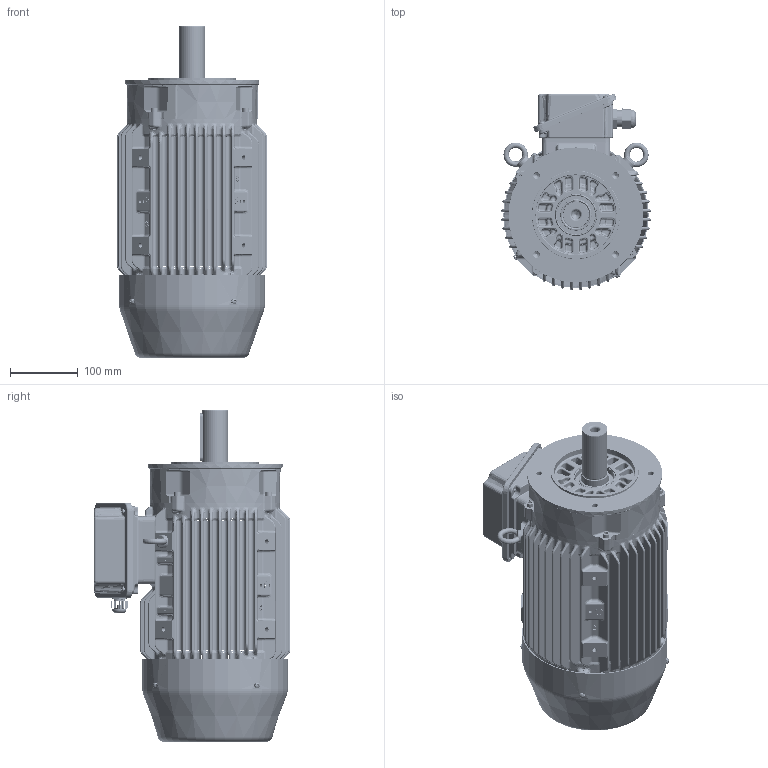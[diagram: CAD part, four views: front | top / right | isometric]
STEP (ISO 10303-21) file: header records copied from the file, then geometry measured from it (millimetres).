
FILE_DESCRIPTION(/* description */ (''),/* implementation_level */ '2;1');
FILE_NAME(/* name */ '6521651xx.stp',/* time_stamp */ '2020-12-02T17:41:47+03:00',/* author */ (''),/* organization */ (''),/* preprocessor_version */ 'ST-DEVELOPER v16',/* originating_system */ 'SIEMENS PLM Software NX 11.0',/* authorisation */ '');
FILE_SCHEMA (('AUTOMOTIVE_DESIGN { 1 0 10303 214 3 1 1 1 }'));
Products named in the file (1): 260021E4F5C7p85i
Bounding box: 221.48 x 289.87 x 491 mm (x, y, z)
Surface area: 773272.9 mm2 (no closed solid volume)
Topology: 0 solids, 150 shells, 4332 faces, 13905 edges, 9186 vertices
Faces by surface type: bspline 1516, cylinder 1200, plane 894, torus 328, cone 236, sphere 148, extrusion 10
Full cylindrical faces by diameter (mm): 2.5 x2, 5 x10, 6 x1, 6.8 x6, 8 x5, 8.5 x4, 8.65 x4, 10 x8, 10.2 x1, 11.3 x1, 12 x2, 13 x1, 17.2 x2, 20 x2, 21 x1, 24.5 x1, 25.25 x2, 27.7 x2, 37.4 x1, 38 x1, 40 x2, 58.4 x1, 58.6 x1, 61 x1, 130 x1, 199.5 x1, 212 x1, 215 x1
Entity records: 197087 total; most frequent: CARTESIAN_POINT 87342, ORIENTED_EDGE 21633, DIRECTION 20481, EDGE_CURVE 13468, VERTEX_POINT 9146, AXIS2_PLACEMENT_3D 8138, CIRCLE 4873, EDGE_LOOP 4733
